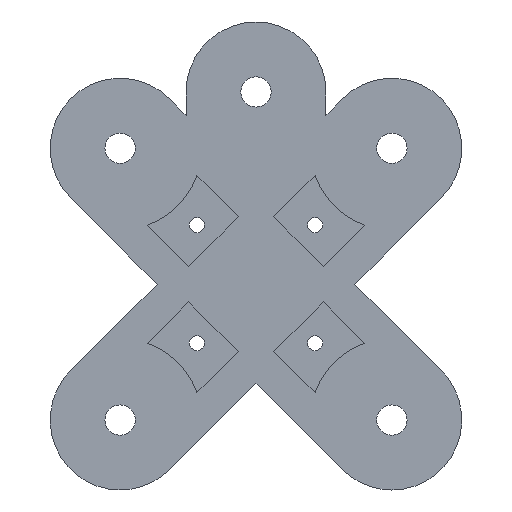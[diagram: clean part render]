
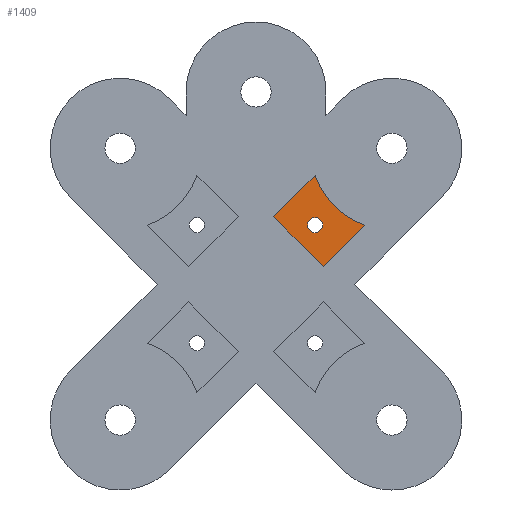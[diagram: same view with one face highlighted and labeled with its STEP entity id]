
A CAD part, front view. The second image highlights one B-rep face of the part: STEP entity #1409.
In plain terms, the highlighted planar face has unit normal (0, -1, 0).
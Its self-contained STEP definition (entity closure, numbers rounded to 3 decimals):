
#6 = CARTESIAN_POINT ( 'NONE',  ( 28.853, 2., 7.639 ) ) ;
#151 = DIRECTION ( 'NONE',  ( 0., -1., 0. ) ) ;
#173 = EDGE_CURVE ( 'NONE', #1653, #1871, #1391, .T. ) ;
#209 = VECTOR ( 'NONE', #301, 1000. ) ;
#216 = CARTESIAN_POINT ( 'NONE',  ( 25.317, 2., 22.067 ) ) ;
#301 = DIRECTION ( 'NONE',  ( -0.707, 0., -0.707 ) ) ;
#449 = DIRECTION ( 'NONE',  ( 0., 0., -1. ) ) ;
#453 = CARTESIAN_POINT ( 'NONE',  ( 58.284, 2., 58.284 ) ) ;
#458 = EDGE_LOOP ( 'NONE', ( #1358, #645 ) ) ;
#459 = DIRECTION ( 'NONE',  ( 0., -1., 0. ) ) ;
#467 = AXIS2_PLACEMENT_3D ( 'NONE', #1011, #1285, #717 ) ;
#504 = VERTEX_POINT ( 'NONE', #1803 ) ;
#548 = CIRCLE ( 'NONE', #1721, 3.25 ) ;
#559 = EDGE_CURVE ( 'NONE', #788, #504, #1076, .T. ) ;
#598 = CARTESIAN_POINT ( 'NONE',  ( 0., 2., 0. ) ) ;
#645 = ORIENTED_EDGE ( 'NONE', *, *, #1571, .F. ) ;
#698 = VERTEX_POINT ( 'NONE', #1728 ) ;
#707 = ORIENTED_EDGE ( 'NONE', *, *, #1747, .T. ) ;
#717 = DIRECTION ( 'NONE',  ( 0., 0., -1. ) ) ;
#730 = ORIENTED_EDGE ( 'NONE', *, *, #559, .T. ) ;
#788 = VERTEX_POINT ( 'NONE', #6 ) ;
#898 = FACE_OUTER_BOUND ( 'NONE', #1260, .T. ) ;
#943 = VECTOR ( 'NONE', #1168, 1000. ) ;
#977 = CARTESIAN_POINT ( 'NONE',  ( 25.317, 2., 46.53 ) ) ;
#1011 = CARTESIAN_POINT ( 'NONE',  ( 25.317, 2., 25.317 ) ) ;
#1031 = AXIS2_PLACEMENT_3D ( 'NONE', #598, #151, #449 ) ;
#1064 = ORIENTED_EDGE ( 'NONE', *, *, #173, .T. ) ;
#1074 = CARTESIAN_POINT ( 'NONE',  ( 25.317, 2., 25.317 ) ) ;
#1075 = CIRCLE ( 'NONE', #467, 3.25 ) ;
#1076 = LINE ( 'NONE', #1536, #1163 ) ;
#1163 = VECTOR ( 'NONE', #1397, 1000. ) ;
#1168 = DIRECTION ( 'NONE',  ( 0.707, 0., -0.707 ) ) ;
#1182 = VERTEX_POINT ( 'NONE', #216 ) ;
#1216 = DIRECTION ( 'NONE',  ( 0., 0., -1. ) ) ;
#1260 = EDGE_LOOP ( 'NONE', ( #1641, #1064, #707, #730 ) ) ;
#1271 = CARTESIAN_POINT ( 'NONE',  ( 18.246, 2., 18.246 ) ) ;
#1281 = CIRCLE ( 'NONE', #1522, 35. ) ;
#1285 = DIRECTION ( 'NONE',  ( 0., -1., 0. ) ) ;
#1329 = FACE_BOUND ( 'NONE', #458, .T. ) ;
#1358 = ORIENTED_EDGE ( 'NONE', *, *, #1811, .F. ) ;
#1370 = LINE ( 'NONE', #1271, #943 ) ;
#1391 = LINE ( 'NONE', #1881, #209 ) ;
#1397 = DIRECTION ( 'NONE',  ( 0.707, 0., 0.707 ) ) ;
#1409 = ADVANCED_FACE ( 'NONE', ( #1329, #898 ), #1445, .T. ) ;
#1423 = CARTESIAN_POINT ( 'NONE',  ( 7.639, 2., 28.853 ) ) ;
#1445 = PLANE ( 'NONE',  #1031 ) ;
#1484 = DIRECTION ( 'NONE',  ( 0., 0., -1. ) ) ;
#1512 = EDGE_CURVE ( 'NONE', #1653, #504, #1281, .T. ) ;
#1522 = AXIS2_PLACEMENT_3D ( 'NONE', #453, #459, #1484 ) ;
#1536 = CARTESIAN_POINT ( 'NONE',  ( 10.607, 2., -10.607 ) ) ;
#1571 = EDGE_CURVE ( 'NONE', #698, #1182, #548, .T. ) ;
#1641 = ORIENTED_EDGE ( 'NONE', *, *, #1512, .F. ) ;
#1653 = VERTEX_POINT ( 'NONE', #977 ) ;
#1721 = AXIS2_PLACEMENT_3D ( 'NONE', #1074, #1787, #1216 ) ;
#1728 = CARTESIAN_POINT ( 'NONE',  ( 25.317, 2., 28.567 ) ) ;
#1747 = EDGE_CURVE ( 'NONE', #1871, #788, #1370, .T. ) ;
#1787 = DIRECTION ( 'NONE',  ( 0., -1., 0. ) ) ;
#1803 = CARTESIAN_POINT ( 'NONE',  ( 46.53, 2., 25.317 ) ) ;
#1811 = EDGE_CURVE ( 'NONE', #1182, #698, #1075, .T. ) ;
#1871 = VERTEX_POINT ( 'NONE', #1423 ) ;
#1881 = CARTESIAN_POINT ( 'NONE',  ( -10.607, 2., 10.607 ) ) ;
